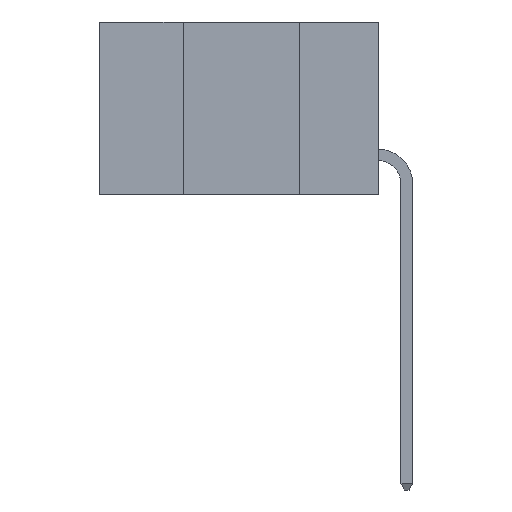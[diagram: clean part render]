
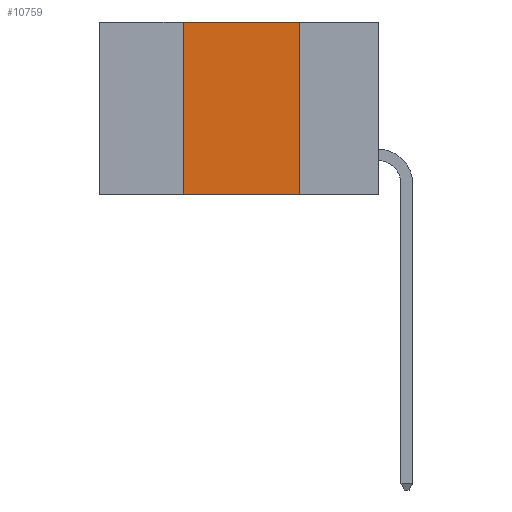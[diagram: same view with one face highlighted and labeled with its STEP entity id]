
A CAD part, left-side view. The second image highlights one B-rep face of the part: STEP entity #10759.
In plain terms, the highlighted planar face has unit normal (-1, 0, 0).
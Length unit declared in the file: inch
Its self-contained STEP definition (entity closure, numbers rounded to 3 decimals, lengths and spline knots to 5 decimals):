
#643 = EDGE_CURVE ( 'NONE', #9365, #14798, #2153, .T. ) ;
#725 = VECTOR ( 'NONE', #6751, 39.37008 ) ;
#754 = CARTESIAN_POINT ( 'NONE',  ( 0., 0.42, -0.37 ) ) ;
#794 = CARTESIAN_POINT ( 'NONE',  ( 0., 0.42, -0.37 ) ) ;
#1910 = ORIENTED_EDGE ( 'NONE', *, *, #10108, .F. ) ;
#2153 = LINE ( 'NONE', #4480, #5146 ) ;
#2328 = DIRECTION ( 'NONE',  ( 0., 0., 1. ) ) ;
#2937 = EDGE_LOOP ( 'NONE', ( #18284, #16844, #1910, #15147 ) ) ;
#4480 = CARTESIAN_POINT ( 'NONE',  ( 0., 0.6, 0. ) ) ;
#4956 = LINE ( 'NONE', #18409, #8441 ) ;
#5146 = VECTOR ( 'NONE', #6379, 39.37008 ) ;
#5258 = CARTESIAN_POINT ( 'NONE',  ( 0., 0.6, 0. ) ) ;
#5731 = CARTESIAN_POINT ( 'NONE',  ( 0., 0.17, -0.37 ) ) ;
#6249 = EDGE_CURVE ( 'NONE', #9458, #16412, #4956, .T. ) ;
#6379 = DIRECTION ( 'NONE',  ( 0., -1., 0. ) ) ;
#6749 = DIRECTION ( 'NONE',  ( 1., 0., 0. ) ) ;
#6751 = DIRECTION ( 'NONE',  ( 0., 0., -1. ) ) ;
#7105 = DIRECTION ( 'NONE',  ( 0., -1., 0. ) ) ;
#8441 = VECTOR ( 'NONE', #7105, 39.37008 ) ;
#8787 = LINE ( 'NONE', #794, #15838 ) ;
#8790 = FACE_OUTER_BOUND ( 'NONE', #2937, .T. ) ;
#9365 = VERTEX_POINT ( 'NONE', #17868 ) ;
#9458 = VERTEX_POINT ( 'NONE', #754 ) ;
#10108 = EDGE_CURVE ( 'NONE', #9458, #9365, #8787, .T. ) ;
#10759 = ADVANCED_FACE ( 'NONE', ( #8790 ), #11130, .F. ) ;
#11130 = PLANE ( 'NONE',  #12571 ) ;
#12571 = AXIS2_PLACEMENT_3D ( 'NONE', #5258, #6749, #16746 ) ;
#13330 = CARTESIAN_POINT ( 'NONE',  ( 0., 0.17, 0. ) ) ;
#14798 = VERTEX_POINT ( 'NONE', #13330 ) ;
#15076 = EDGE_CURVE ( 'NONE', #14798, #16412, #16210, .T. ) ;
#15147 = ORIENTED_EDGE ( 'NONE', *, *, #6249, .T. ) ;
#15838 = VECTOR ( 'NONE', #2328, 39.37008 ) ;
#16210 = LINE ( 'NONE', #16801, #725 ) ;
#16412 = VERTEX_POINT ( 'NONE', #5731 ) ;
#16746 = DIRECTION ( 'NONE',  ( 0., 0., -1. ) ) ;
#16801 = CARTESIAN_POINT ( 'NONE',  ( 0., 0.17, -0.37 ) ) ;
#16844 = ORIENTED_EDGE ( 'NONE', *, *, #643, .F. ) ;
#17868 = CARTESIAN_POINT ( 'NONE',  ( 0., 0.42, 0. ) ) ;
#18284 = ORIENTED_EDGE ( 'NONE', *, *, #15076, .F. ) ;
#18409 = CARTESIAN_POINT ( 'NONE',  ( 0., 0.6, -0.37 ) ) ;
